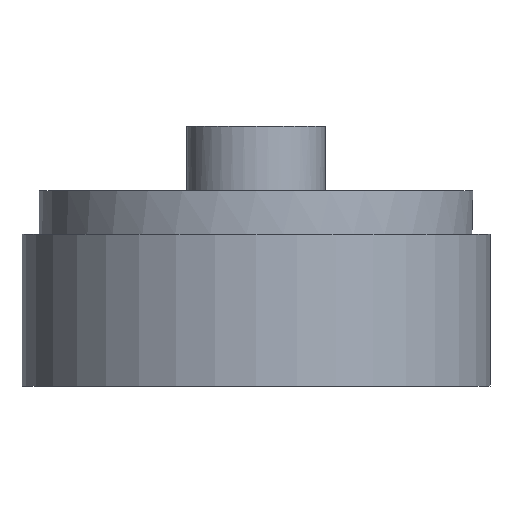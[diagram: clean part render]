
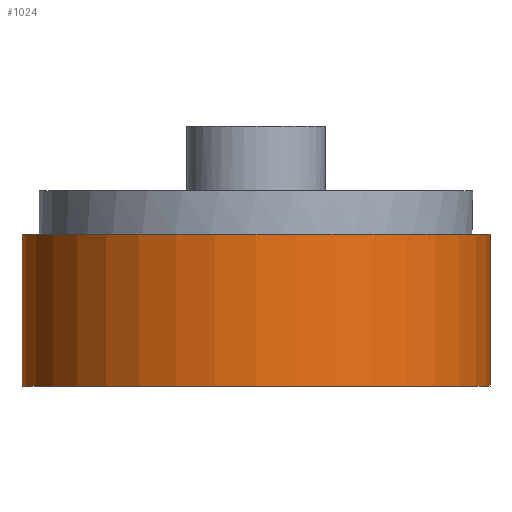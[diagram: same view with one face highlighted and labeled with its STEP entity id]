
A CAD part, front view. The second image highlights one B-rep face of the part: STEP entity #1024.
In plain terms, the highlighted cylindrical face has radius 5.4 mm (diameter 10.8 mm), a full revolution.
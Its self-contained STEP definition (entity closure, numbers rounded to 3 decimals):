
#49=CYLINDRICAL_SURFACE('',#1177,5.4);
#107=LINE('',#1923,#165);
#165=VECTOR('',#1515,5.4);
#236=FACE_OUTER_BOUND('',#295,.T.);
#295=EDGE_LOOP('',(#927,#928,#929,#930));
#395=CIRCLE('',#1174,5.4);
#396=CIRCLE('',#1178,5.4);
#494=VERTEX_POINT('',#1915);
#495=VERTEX_POINT('',#1922);
#645=EDGE_CURVE('',#494,#494,#395,.T.);
#648=EDGE_CURVE('',#494,#495,#107,.T.);
#649=EDGE_CURVE('',#495,#495,#396,.T.);
#927=ORIENTED_EDGE('',*,*,#645,.F.);
#928=ORIENTED_EDGE('',*,*,#648,.T.);
#929=ORIENTED_EDGE('',*,*,#649,.T.);
#930=ORIENTED_EDGE('',*,*,#648,.F.);
#1024=ADVANCED_FACE('',(#236),#49,.T.);
#1174=AXIS2_PLACEMENT_3D('',#1916,#1505,#1506);
#1177=AXIS2_PLACEMENT_3D('',#1921,#1513,#1514);
#1178=AXIS2_PLACEMENT_3D('',#1924,#1516,#1517);
#1505=DIRECTION('center_axis',(0.,0.,1.));
#1506=DIRECTION('ref_axis',(1.,0.,0.));
#1513=DIRECTION('center_axis',(0.,0.,1.));
#1514=DIRECTION('ref_axis',(1.,0.,0.));
#1515=DIRECTION('',(0.,0.,-1.));
#1516=DIRECTION('center_axis',(0.,0.,1.));
#1517=DIRECTION('ref_axis',(1.,0.,0.));
#1915=CARTESIAN_POINT('',(-5.4,0.,3.5));
#1916=CARTESIAN_POINT('Origin',(0.,0.,3.5));
#1921=CARTESIAN_POINT('Origin',(0.,0.,0.));
#1922=CARTESIAN_POINT('',(-5.4,0.,0.));
#1923=CARTESIAN_POINT('',(-5.4,0.,0.));
#1924=CARTESIAN_POINT('Origin',(0.,0.,0.));
